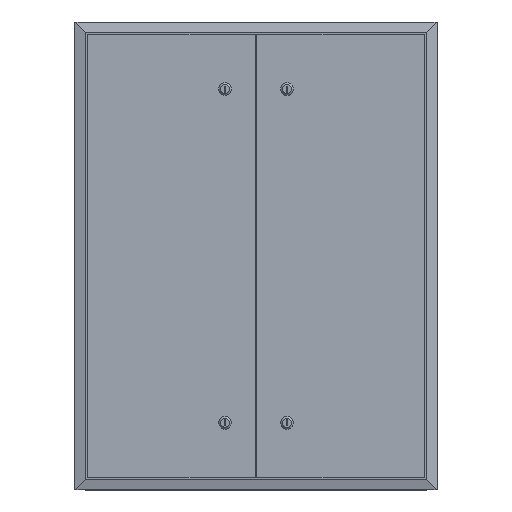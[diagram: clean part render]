
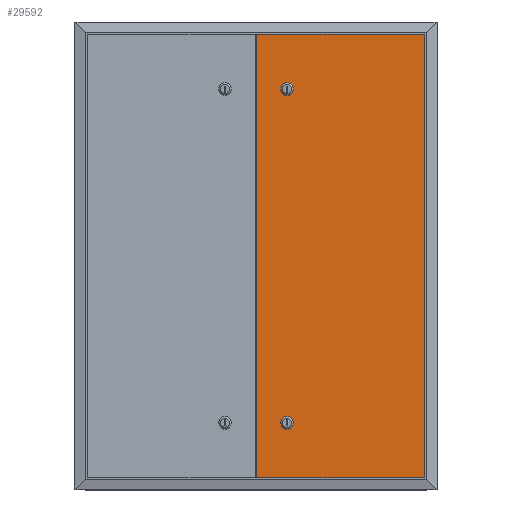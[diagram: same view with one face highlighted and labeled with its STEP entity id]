
A CAD part, top view. The second image highlights one B-rep face of the part: STEP entity #29592.
In plain terms, the highlighted planar face has unit normal (0, 0, 1).
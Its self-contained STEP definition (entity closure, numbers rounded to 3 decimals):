
#950 = EDGE_CURVE ( 'NONE', #28749, #31330, #11396, .T. ) ;
#1541 = CARTESIAN_POINT ( 'NONE',  ( -109.5, -305., 0. ) ) ;
#2006 = EDGE_LOOP ( 'NONE', ( #29961, #24911 ) ) ;
#2024 = VERTEX_POINT ( 'NONE', #27424 ) ;
#3245 = CARTESIAN_POINT ( 'NONE',  ( -86.5, 305., 0. ) ) ;
#4593 = DIRECTION ( 'NONE',  ( 0., 0., -1. ) ) ;
#5400 = DIRECTION ( 'NONE',  ( 1., 0., 0. ) ) ;
#5777 = CARTESIAN_POINT ( 'NONE',  ( -98., 305., 0. ) ) ;
#6244 = LINE ( 'NONE', #26545, #11848 ) ;
#7127 = EDGE_CURVE ( 'NONE', #31330, #7213, #17050, .T. ) ;
#7213 = VERTEX_POINT ( 'NONE', #21519 ) ;
#7539 = EDGE_CURVE ( 'NONE', #2024, #27301, #10998, .T. ) ;
#7630 = CARTESIAN_POINT ( 'NONE',  ( -86.5, -305., 0. ) ) ;
#8081 = CARTESIAN_POINT ( 'NONE',  ( 153., 405., 0. ) ) ;
#8086 = DIRECTION ( 'NONE',  ( 1., 0., 0. ) ) ;
#8286 = CIRCLE ( 'NONE', #26867, 11.5 ) ;
#8561 = DIRECTION ( 'NONE',  ( 1., 0., 0. ) ) ;
#9112 = CIRCLE ( 'NONE', #31714, 11.5 ) ;
#10318 = DIRECTION ( 'NONE',  ( -1., 0., 0. ) ) ;
#10998 = CIRCLE ( 'NONE', #12660, 11.5 ) ;
#11314 = DIRECTION ( 'NONE',  ( 0., 0., 1. ) ) ;
#11396 = LINE ( 'NONE', #18428, #27287 ) ;
#11531 = CARTESIAN_POINT ( 'NONE',  ( -153., 405., 0. ) ) ;
#11576 = CARTESIAN_POINT ( 'NONE',  ( -98., -305., 0. ) ) ;
#11740 = CARTESIAN_POINT ( 'NONE',  ( 0., 0., 0. ) ) ;
#11848 = VECTOR ( 'NONE', #10318, 1000. ) ;
#12660 = AXIS2_PLACEMENT_3D ( 'NONE', #27754, #11314, #5400 ) ;
#12731 = VERTEX_POINT ( 'NONE', #27957 ) ;
#13118 = VERTEX_POINT ( 'NONE', #7630 ) ;
#13810 = VECTOR ( 'NONE', #16842, 1000. ) ;
#14263 = DIRECTION ( 'NONE',  ( 0., 0., 1. ) ) ;
#14667 = ORIENTED_EDGE ( 'NONE', *, *, #17346, .T. ) ;
#14797 = CARTESIAN_POINT ( 'NONE',  ( -153., -405., 0. ) ) ;
#15223 = ORIENTED_EDGE ( 'NONE', *, *, #32512, .T. ) ;
#16497 = DIRECTION ( 'NONE',  ( 0., 0., 1. ) ) ;
#16747 = ORIENTED_EDGE ( 'NONE', *, *, #26737, .F. ) ;
#16787 = PLANE ( 'NONE',  #23719 ) ;
#16842 = DIRECTION ( 'NONE',  ( 0., 1., 0. ) ) ;
#17050 = LINE ( 'NONE', #32632, #35568 ) ;
#17346 = EDGE_CURVE ( 'NONE', #7213, #12731, #32760, .T. ) ;
#18428 = CARTESIAN_POINT ( 'NONE',  ( -153., 405., 0. ) ) ;
#19204 = EDGE_CURVE ( 'NONE', #30262, #13118, #27363, .T. ) ;
#20123 = EDGE_LOOP ( 'NONE', ( #16747, #28542 ) ) ;
#21199 = DIRECTION ( 'NONE',  ( 1., 0., 0. ) ) ;
#21519 = CARTESIAN_POINT ( 'NONE',  ( 153., -405., 0. ) ) ;
#22312 = FACE_BOUND ( 'NONE', #20123, .T. ) ;
#22445 = DIRECTION ( 'NONE',  ( 1., 0., 0. ) ) ;
#23719 = AXIS2_PLACEMENT_3D ( 'NONE', #11740, #14263, #22445 ) ;
#23773 = AXIS2_PLACEMENT_3D ( 'NONE', #29223, #4593, #21199 ) ;
#24038 = FACE_OUTER_BOUND ( 'NONE', #24564, .T. ) ;
#24445 = FACE_BOUND ( 'NONE', #2006, .T. ) ;
#24564 = EDGE_LOOP ( 'NONE', ( #30146, #28587, #14667, #15223 ) ) ;
#24911 = ORIENTED_EDGE ( 'NONE', *, *, #19204, .T. ) ;
#26545 = CARTESIAN_POINT ( 'NONE',  ( -153., 405., 0. ) ) ;
#26737 = EDGE_CURVE ( 'NONE', #27301, #2024, #8286, .T. ) ;
#26867 = AXIS2_PLACEMENT_3D ( 'NONE', #5777, #16497, #8086 ) ;
#26950 = DIRECTION ( 'NONE',  ( 0., -1., 0. ) ) ;
#27013 = EDGE_CURVE ( 'NONE', #13118, #30262, #9112, .T. ) ;
#27197 = DIRECTION ( 'NONE',  ( 1., 0., 0. ) ) ;
#27287 = VECTOR ( 'NONE', #26950, 1000. ) ;
#27301 = VERTEX_POINT ( 'NONE', #3245 ) ;
#27363 = CIRCLE ( 'NONE', #23773, 11.5 ) ;
#27424 = CARTESIAN_POINT ( 'NONE',  ( -109.5, 305., 0. ) ) ;
#27754 = CARTESIAN_POINT ( 'NONE',  ( -98., 305., 0. ) ) ;
#27957 = CARTESIAN_POINT ( 'NONE',  ( 153., 405., 0. ) ) ;
#28542 = ORIENTED_EDGE ( 'NONE', *, *, #7539, .F. ) ;
#28587 = ORIENTED_EDGE ( 'NONE', *, *, #7127, .T. ) ;
#28749 = VERTEX_POINT ( 'NONE', #11531 ) ;
#29223 = CARTESIAN_POINT ( 'NONE',  ( -98., -305., 0. ) ) ;
#29592 = ADVANCED_FACE ( 'NONE', ( #24445, #22312, #24038 ), #16787, .T. ) ;
#29961 = ORIENTED_EDGE ( 'NONE', *, *, #27013, .T. ) ;
#30146 = ORIENTED_EDGE ( 'NONE', *, *, #950, .T. ) ;
#30262 = VERTEX_POINT ( 'NONE', #1541 ) ;
#31330 = VERTEX_POINT ( 'NONE', #14797 ) ;
#31714 = AXIS2_PLACEMENT_3D ( 'NONE', #11576, #32607, #8561 ) ;
#32512 = EDGE_CURVE ( 'NONE', #12731, #28749, #6244, .T. ) ;
#32607 = DIRECTION ( 'NONE',  ( 0., 0., -1. ) ) ;
#32632 = CARTESIAN_POINT ( 'NONE',  ( -153., -405., 0. ) ) ;
#32760 = LINE ( 'NONE', #8081, #13810 ) ;
#35568 = VECTOR ( 'NONE', #27197, 1000. ) ;
